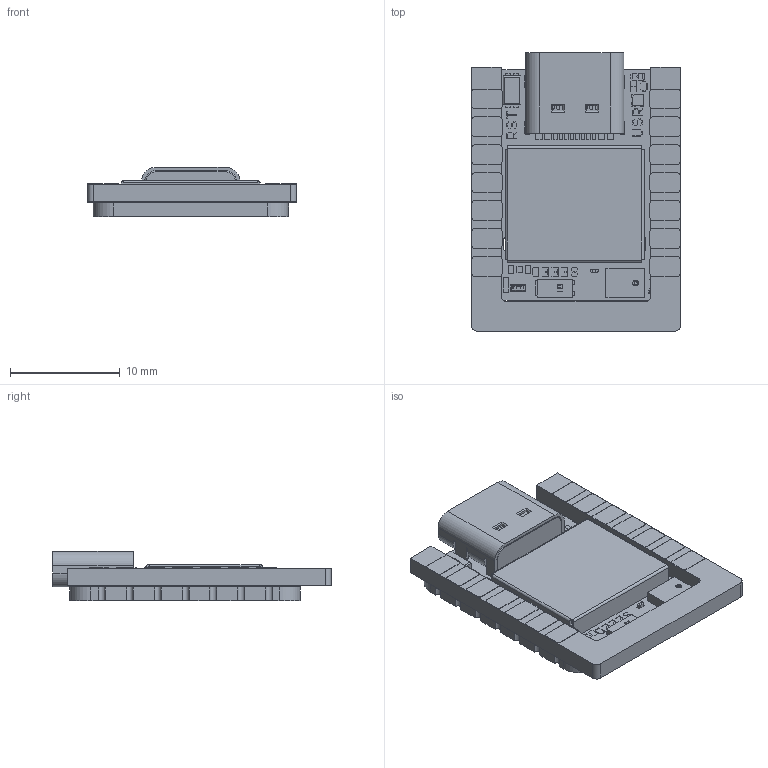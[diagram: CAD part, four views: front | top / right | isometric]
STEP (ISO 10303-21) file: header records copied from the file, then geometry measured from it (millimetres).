
FILE_DESCRIPTION(('FreeCAD Model'),'2;1');
FILE_NAME('Open CASCADE Shape Model','2024-09-20T04:18:47',('Author'),( ''),'Open CASCADE STEP processor 7.6','FreeCAD','Unknown');
FILE_SCHEMA(('AUTOMOTIVE_DESIGN { 1 0 10303 214 1 1 1 1 }'));
Length unit declared in the file: millimetre
Products named in the file (116): spaser 1; XIAO-nRF52840 v100; XIAO-nRF52840 v099; XIAO-nRF52840 v15; XIAO-nRF52840 v016; XIAO-nRF52840 v017; XIAO-nRF52840 v018; XIAO-nRF52840 v019; XIAO-nRF52840 v020; XIAO-nRF52840 v021; XIAO-nRF52840 v022; XIAO-nRF52840 v023; XIAO-nRF52840 v024; XIAO-nRF52840 v025; XIAO-nRF52840 v026; XIAO-nRF52840 v027; XIAO-nRF52840 v028; XIAO-nRF52840 v029; XIAO-nRF52840 v030; XIAO-nRF52840 v031; XIAO-nRF52840 v032; XIAO-nRF52840 v033; XIAO-nRF52840 v034; XIAO-nRF52840 v035; XIAO-nRF52840 v036; XIAO-nRF52840 v037; XIAO-nRF52840 v038; XIAO-nRF52840 v039; XIAO-nRF52840 v040; XIAO-nRF52840 v041; XIAO-nRF52840 v042; XIAO-nRF52840 v043; XIAO-nRF52840 v044; XIAO-nRF52840 v045; XIAO-nRF52840 v046; XIAO-nRF52840 v047; XIAO-nRF52840 v048; XIAO-nRF52840 v049; XIAO-nRF52840 v050; XIAO-nRF52840 v051 ...
Assembly tree (115 placements, depth 4):
  spaser 1
    XIAO-nRF52840 v100
      XIAO-nRF52840 v099
        XIAO-nRF52840 v15
        XIAO-nRF52840 v016
        XIAO-nRF52840 v017
        XIAO-nRF52840 v018
        XIAO-nRF52840 v019
        XIAO-nRF52840 v020
        XIAO-nRF52840 v021
        XIAO-nRF52840 v022
        XIAO-nRF52840 v023
        XIAO-nRF52840 v024
        XIAO-nRF52840 v025
        XIAO-nRF52840 v026
        XIAO-nRF52840 v027
        XIAO-nRF52840 v028
        XIAO-nRF52840 v029
        XIAO-nRF52840 v030
        XIAO-nRF52840 v031
        XIAO-nRF52840 v032
        XIAO-nRF52840 v033
        XIAO-nRF52840 v034
        XIAO-nRF52840 v035
        XIAO-nRF52840 v036
        XIAO-nRF52840 v037
        XIAO-nRF52840 v038
        XIAO-nRF52840 v039
        XIAO-nRF52840 v040
        XIAO-nRF52840 v041
        XIAO-nRF52840 v042
        XIAO-nRF52840 v043
        XIAO-nRF52840 v044
        XIAO-nRF52840 v045
        XIAO-nRF52840 v046
        XIAO-nRF52840 v047
        XIAO-nRF52840 v048
        XIAO-nRF52840 v049
        XIAO-nRF52840 v050
        XIAO-nRF52840 v051
        XIAO-nRF52840 v052
        XIAO-nRF52840 v053
        XIAO-nRF52840 v054
        XIAO-nRF52840 v055
        XIAO-nRF52840 v056
        XIAO-nRF52840 v057
        XIAO-nRF52840 v058
        XIAO-nRF52840 v059
        XIAO-nRF52840 v060
        XIAO-nRF52840 v061
        XIAO-nRF52840 v062
        XIAO-nRF52840 v063
        XIAO-nRF52840 v064
        XIAO-nRF52840 v065
        XIAO-nRF52840 v066
        XIAO-nRF52840 v067
        XIAO-nRF52840 v068
        XIAO-nRF52840 v069
        XIAO-nRF52840 v070
        XIAO-nRF52840 v071
Bounding box: 19 x 25.31 x 4.46 mm (x, y, z)
Volume: 888.6 mm3; surface area: 2815 mm2
Topology: 113 solids, 117 shells, 2384 faces, 6156 edges, 4054 vertices
Faces by surface type: plane 2109, cylinder 241, sphere 14, torus 12, cone 6, bspline 2
Full cylindrical faces by diameter (mm): 0.3 x2, 0.5 x2, 0.525 x2, 0.6 x2, 0.75 x14, 1.524 x4
Entity records: 74730 total; most frequent: CARTESIAN_POINT 13004, ORIENTED_EDGE 12296, DIRECTION 11648, EDGE_CURVE 6148, LINE 5636, VECTOR 5636, VERTEX_POINT 4054, AXIS2_PLACEMENT_3D 3006
